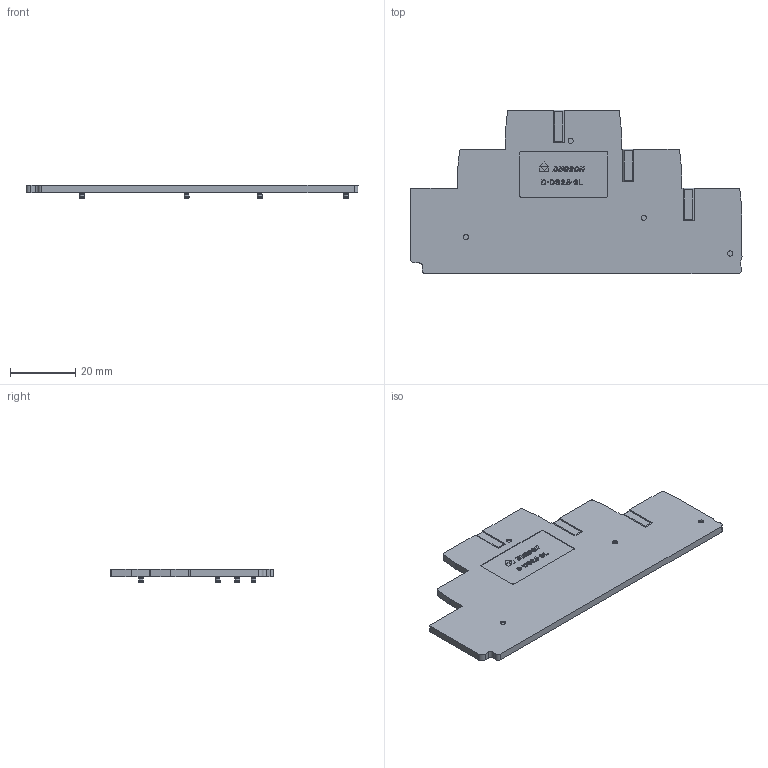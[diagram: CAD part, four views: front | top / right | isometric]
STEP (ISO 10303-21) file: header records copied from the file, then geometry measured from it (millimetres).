
FILE_DESCRIPTION(/* description */ ('Unknown'),/* implementation_level */ '2;1');
FILE_NAME(/* name */ 'D-DS2.5-3L-01P-1Y-00A(H)',/* time_stamp */ '2022-06-06T18:17:26+08:00',/* author */ ('Unknown'),/* organization */ ('Unknown'),/* preprocessor_version */ 'ST-DEVELOPER v16.7',/* originating_system */ 'Solid Edge',/* authorisation */ 'Unknown');
FILE_SCHEMA (('AUTOMOTIVE_DESIGN {1 0 10303 214 3 1 1}'));
Length unit declared in the file: millimetre
Products named in the file (1): D-DS2.5-3L-01P-1Y-00A(H)
Bounding box: 102 x 50.2 x 4 mm (x, y, z)
Volume: 16827.3 mm3; surface area: 17390 mm2
Topology: 2 solids, 2 shells, 1172 faces, 3340 edges, 2234 vertices
Faces by surface type: plane 876, cylinder 192, bspline 80, torus 16, cone 8
Full cylindrical faces by diameter (mm): 1.38 x8, 1.48 x8, 1.6 x8
Entity records: 40783 total; most frequent: CARTESIAN_POINT 10903, ORIENTED_EDGE 6568, DIRECTION 5532, EDGE_CURVE 3284, LINE 2538, VECTOR 2538, VERTEX_POINT 2226, AXIS2_PLACEMENT_3D 1497
